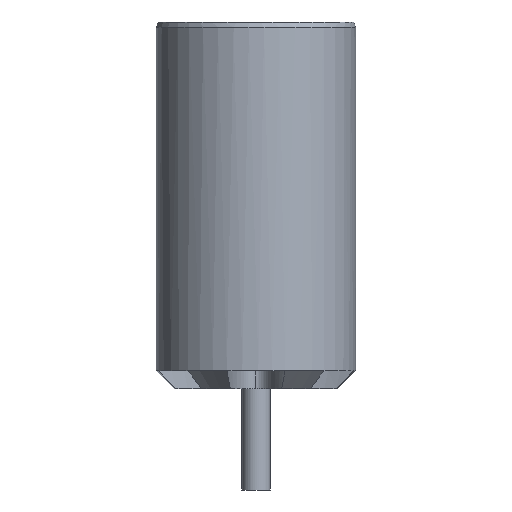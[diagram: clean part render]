
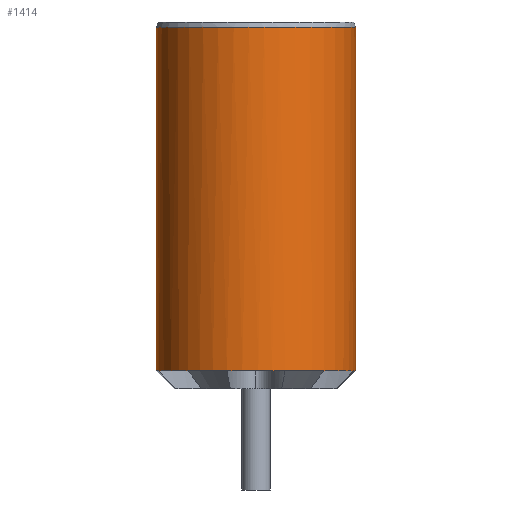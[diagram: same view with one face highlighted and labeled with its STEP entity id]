
A CAD part, front view. The second image highlights one B-rep face of the part: STEP entity #1414.
In plain terms, the highlighted free-form (B-spline) face has degree [2, 1] with [5, 2] control points.
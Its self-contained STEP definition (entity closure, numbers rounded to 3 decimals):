
#34 = VERTEX_POINT('',#35);
#35 = CARTESIAN_POINT('',(40.276,0.,
    138.807));
#41 = VERTEX_POINT('',#42);
#42 = CARTESIAN_POINT('',(-40.276,0.,138.807));
#1078 = EDGE_CURVE('',#34,#1079,#1081,.T.);
#1079 = VERTEX_POINT('',#1080);
#1080 = CARTESIAN_POINT('',(40.276,0.,
    0.));
#1081 = B_SPLINE_CURVE_WITH_KNOTS('',1,(#1082,#1083),.UNSPECIFIED.,.F.,
  .F.,(2,2),(1.5,98.),.PIECEWISE_BEZIER_KNOTS.);
#1082 = CARTESIAN_POINT('',(40.276,0.,
    138.807));
#1083 = CARTESIAN_POINT('',(40.276,0.,
    0.));
#1134 = VERTEX_POINT('',#1135);
#1135 = CARTESIAN_POINT('',(-40.276,0.,0.));
#1141 = EDGE_CURVE('',#41,#1134,#1142,.T.);
#1142 = B_SPLINE_CURVE_WITH_KNOTS('',1,(#1143,#1144),.UNSPECIFIED.,.F.,
  .F.,(2,2),(1.5,98.),.PIECEWISE_BEZIER_KNOTS.);
#1143 = CARTESIAN_POINT('',(-40.276,0.,138.807));
#1144 = CARTESIAN_POINT('',(-40.276,0.,0.));
#1174 = VERTEX_POINT('',#1175);
#1175 = CARTESIAN_POINT('',(-11.775,-38.516,0.));
#1183 = VERTEX_POINT('',#1184);
#1184 = CARTESIAN_POINT('',(11.775,-38.516,0.));
#1191 = EDGE_CURVE('',#1174,#1183,#1192,.T.);
#1192 = ( BOUNDED_CURVE() B_SPLINE_CURVE(2,(#1193,#1194,#1195),
.UNSPECIFIED.,.F.,.F.) B_SPLINE_CURVE_WITH_KNOTS((3,3),(4.416,
5.009),.PIECEWISE_BEZIER_KNOTS.) CURVE() 
GEOMETRIC_REPRESENTATION_ITEM() RATIONAL_B_SPLINE_CURVE((1.,
0.956,1.)) REPRESENTATION_ITEM('') );
#1193 = CARTESIAN_POINT('',(-11.775,-38.516,0.));
#1194 = CARTESIAN_POINT('',(0.,-42.116,0.));
#1195 = CARTESIAN_POINT('',(11.775,-38.516,0.));
#1219 = VERTEX_POINT('',#1220);
#1220 = CARTESIAN_POINT('',(-39.243,-9.06,0.));
#1228 = VERTEX_POINT('',#1229);
#1229 = CARTESIAN_POINT('',(-27.468,-29.456,0.));
#1236 = EDGE_CURVE('',#1219,#1228,#1237,.T.);
#1237 = ( BOUNDED_CURVE() B_SPLINE_CURVE(2,(#1238,#1239,#1240),
.UNSPECIFIED.,.F.,.F.) B_SPLINE_CURVE_WITH_KNOTS((3,3),(3.368,
3.962),.PIECEWISE_BEZIER_KNOTS.) CURVE() 
GEOMETRIC_REPRESENTATION_ITEM() RATIONAL_B_SPLINE_CURVE((1.,
0.956,1.)) REPRESENTATION_ITEM('') );
#1238 = CARTESIAN_POINT('',(-39.243,-9.06,0.));
#1239 = CARTESIAN_POINT('',(-36.474,-21.058,0.));
#1240 = CARTESIAN_POINT('',(-27.468,-29.456,0.));
#1300 = VERTEX_POINT('',#1301);
#1301 = CARTESIAN_POINT('',(27.468,-29.456,0.));
#1309 = VERTEX_POINT('',#1310);
#1310 = CARTESIAN_POINT('',(39.243,-9.06,0.));
#1317 = EDGE_CURVE('',#1300,#1309,#1318,.T.);
#1318 = ( BOUNDED_CURVE() B_SPLINE_CURVE(2,(#1319,#1320,#1321),
.UNSPECIFIED.,.F.,.F.) B_SPLINE_CURVE_WITH_KNOTS((3,3),(5.463,
6.056),.PIECEWISE_BEZIER_KNOTS.) CURVE() 
GEOMETRIC_REPRESENTATION_ITEM() RATIONAL_B_SPLINE_CURVE((1.,
0.956,1.)) REPRESENTATION_ITEM('') );
#1319 = CARTESIAN_POINT('',(27.468,-29.456,0.));
#1320 = CARTESIAN_POINT('',(36.474,-21.058,0.));
#1321 = CARTESIAN_POINT('',(39.243,-9.06,0.));
#1414 = ADVANCED_FACE('',(#1415),#1454,.T.);
#1415 = FACE_BOUND('',#1416,.T.);
#1416 = EDGE_LOOP('',(#1417,#1418,#1426,#1427,#1433,#1434,#1440,#1441,
    #1447,#1448));
#1417 = ORIENTED_EDGE('',*,*,#1078,.F.);
#1418 = ORIENTED_EDGE('',*,*,#1419,.T.);
#1419 = EDGE_CURVE('',#34,#41,#1420,.T.);
#1420 = ( BOUNDED_CURVE() B_SPLINE_CURVE(2,(#1421,#1422,#1423,#1424,
#1425),.UNSPECIFIED.,.F.,.F.) B_SPLINE_CURVE_WITH_KNOTS((3,2,3),(0.,
1.571,3.142),.PIECEWISE_BEZIER_KNOTS.) CURVE() 
GEOMETRIC_REPRESENTATION_ITEM() RATIONAL_B_SPLINE_CURVE((1.,
0.707,1.,0.707,1.)) REPRESENTATION_ITEM('') );
#1421 = CARTESIAN_POINT('',(40.276,0.,138.807));
#1422 = CARTESIAN_POINT('',(40.276,-40.276,
    138.807));
#1423 = CARTESIAN_POINT('',(0.,-40.276,
    138.807));
#1424 = CARTESIAN_POINT('',(-40.276,-40.276,
    138.807));
#1425 = CARTESIAN_POINT('',(-40.276,0.,
    138.807));
#1426 = ORIENTED_EDGE('',*,*,#1141,.T.);
#1427 = ORIENTED_EDGE('',*,*,#1428,.T.);
#1428 = EDGE_CURVE('',#1134,#1219,#1429,.T.);
#1429 = ( BOUNDED_CURVE() B_SPLINE_CURVE(2,(#1430,#1431,#1432),
.UNSPECIFIED.,.F.,.F.) B_SPLINE_CURVE_WITH_KNOTS((3,3),(2.094,
2.321),.PIECEWISE_BEZIER_KNOTS.) CURVE() 
GEOMETRIC_REPRESENTATION_ITEM() RATIONAL_B_SPLINE_CURVE((1.,
0.994,1.)) REPRESENTATION_ITEM('') );
#1430 = CARTESIAN_POINT('',(-40.276,0.,0.));
#1431 = CARTESIAN_POINT('',(-40.276,-4.589,0.));
#1432 = CARTESIAN_POINT('',(-39.243,-9.06,0.));
#1433 = ORIENTED_EDGE('',*,*,#1236,.T.);
#1434 = ORIENTED_EDGE('',*,*,#1435,.T.);
#1435 = EDGE_CURVE('',#1228,#1174,#1436,.T.);
#1436 = ( BOUNDED_CURVE() B_SPLINE_CURVE(2,(#1437,#1438,#1439),
.UNSPECIFIED.,.F.,.F.) B_SPLINE_CURVE_WITH_KNOTS((3,3),(1.868,
2.321),.PIECEWISE_BEZIER_KNOTS.) CURVE() 
GEOMETRIC_REPRESENTATION_ITEM() RATIONAL_B_SPLINE_CURVE((1.,
0.974,1.)) REPRESENTATION_ITEM('') );
#1437 = CARTESIAN_POINT('',(-27.468,-29.456,0.));
#1438 = CARTESIAN_POINT('',(-20.668,-35.797,0.));
#1439 = CARTESIAN_POINT('',(-11.775,-38.516,0.));
#1440 = ORIENTED_EDGE('',*,*,#1191,.T.);
#1441 = ORIENTED_EDGE('',*,*,#1442,.T.);
#1442 = EDGE_CURVE('',#1183,#1300,#1443,.T.);
#1443 = ( BOUNDED_CURVE() B_SPLINE_CURVE(2,(#1444,#1445,#1446),
.UNSPECIFIED.,.F.,.F.) B_SPLINE_CURVE_WITH_KNOTS((3,3),(0.82,
1.274),.PIECEWISE_BEZIER_KNOTS.) CURVE() 
GEOMETRIC_REPRESENTATION_ITEM() RATIONAL_B_SPLINE_CURVE((1.,
0.974,1.)) REPRESENTATION_ITEM('') );
#1444 = CARTESIAN_POINT('',(11.775,-38.516,
    0.));
#1445 = CARTESIAN_POINT('',(20.668,-35.797,
    0.));
#1446 = CARTESIAN_POINT('',(27.468,-29.456,
    0.));
#1447 = ORIENTED_EDGE('',*,*,#1317,.T.);
#1448 = ORIENTED_EDGE('',*,*,#1449,.T.);
#1449 = EDGE_CURVE('',#1309,#1079,#1450,.T.);
#1450 = ( BOUNDED_CURVE() B_SPLINE_CURVE(2,(#1451,#1452,#1453),
.UNSPECIFIED.,.F.,.F.) B_SPLINE_CURVE_WITH_KNOTS((3,3),(0.82,
1.047),.PIECEWISE_BEZIER_KNOTS.) CURVE() 
GEOMETRIC_REPRESENTATION_ITEM() RATIONAL_B_SPLINE_CURVE((1.,
0.994,1.)) REPRESENTATION_ITEM('') );
#1451 = CARTESIAN_POINT('',(39.243,-9.06,
    0.));
#1452 = CARTESIAN_POINT('',(40.276,-4.589,
    0.));
#1453 = CARTESIAN_POINT('',(40.276,0.,
    0.));
#1454 = ( BOUNDED_SURFACE() B_SPLINE_SURFACE(2,1,(
    (#1455,#1456)
    ,(#1457,#1458)
    ,(#1459,#1460)
    ,(#1461,#1462)
    ,(#1463,#1464
)),.UNSPECIFIED.,.F.,.F.,.F.) B_SPLINE_SURFACE_WITH_KNOTS((3,2,3),(2,2),
  (3.142,4.712,6.283),(1.5,98.),
.PIECEWISE_BEZIER_KNOTS.) GEOMETRIC_REPRESENTATION_ITEM() 
RATIONAL_B_SPLINE_SURFACE((
    (1.,1.)
    ,(0.707,0.707)
    ,(1.,1.)
    ,(0.707,0.707)
,(1.,1.))) REPRESENTATION_ITEM('') SURFACE() );
#1455 = CARTESIAN_POINT('',(40.276,0.,
    138.807));
#1456 = CARTESIAN_POINT('',(40.276,0.,0.));
#1457 = CARTESIAN_POINT('',(40.276,-40.276,
    138.807));
#1458 = CARTESIAN_POINT('',(40.276,-40.276,0.));
#1459 = CARTESIAN_POINT('',(0.,-40.276,
    138.807));
#1460 = CARTESIAN_POINT('',(0.,-40.276,0.));
#1461 = CARTESIAN_POINT('',(-40.276,-40.276,
    138.807));
#1462 = CARTESIAN_POINT('',(-40.276,-40.276,0.));
#1463 = CARTESIAN_POINT('',(-40.276,0.,
    138.807));
#1464 = CARTESIAN_POINT('',(-40.276,0.,0.));
